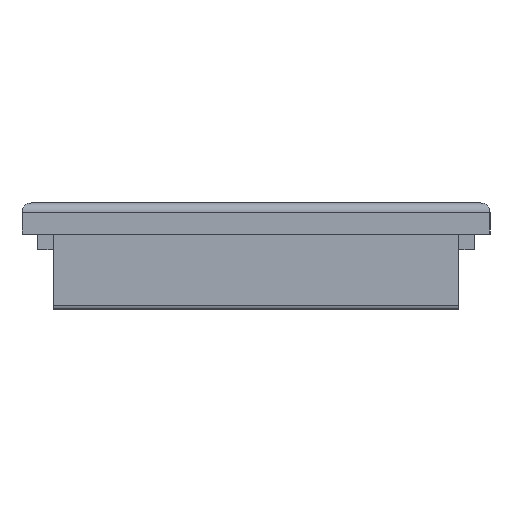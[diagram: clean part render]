
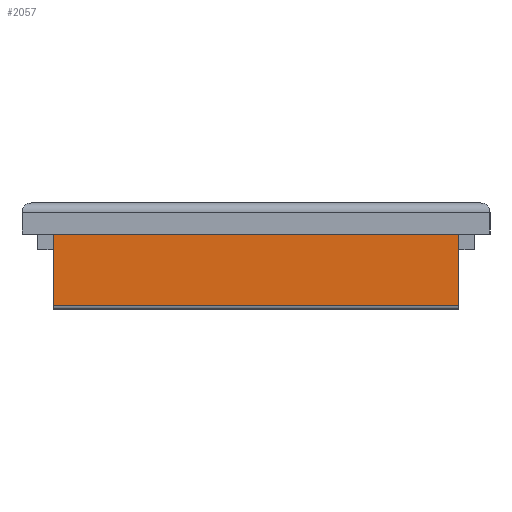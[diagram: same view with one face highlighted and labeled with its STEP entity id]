
A CAD part, left-side view. The second image highlights one B-rep face of the part: STEP entity #2057.
In plain terms, the highlighted planar face has unit normal (-1, 0, 0).
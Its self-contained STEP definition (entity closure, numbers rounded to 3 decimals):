
#76=PLANE('',#2244);
#197=FACE_OUTER_BOUND('',#321,.T.);
#321=EDGE_LOOP('',(#1856,#1857,#1858,#1859));
#612=LINE('',#10892,#737);
#616=LINE('',#10901,#741);
#625=LINE('',#10933,#750);
#626=LINE('',#10934,#751);
#737=VECTOR('',#2622,10.);
#741=VECTOR('',#2630,10.);
#750=VECTOR('',#2665,10.);
#751=VECTOR('',#2666,10.);
#938=VERTEX_POINT('',#10885);
#941=VERTEX_POINT('',#10890);
#944=VERTEX_POINT('',#10900);
#954=VERTEX_POINT('',#10932);
#1238=EDGE_CURVE('',#941,#938,#612,.T.);
#1242=EDGE_CURVE('',#944,#938,#616,.T.);
#1257=EDGE_CURVE('',#954,#941,#625,.T.);
#1258=EDGE_CURVE('',#954,#944,#626,.T.);
#1856=ORIENTED_EDGE('',*,*,#1238,.F.);
#1857=ORIENTED_EDGE('',*,*,#1257,.F.);
#1858=ORIENTED_EDGE('',*,*,#1258,.T.);
#1859=ORIENTED_EDGE('',*,*,#1242,.T.);
#2057=ADVANCED_FACE('',(#197),#76,.T.);
#2244=AXIS2_PLACEMENT_3D('',#10931,#2663,#2664);
#2622=DIRECTION('',(0.,1.,0.));
#2630=DIRECTION('',(0.,0.,-1.));
#2663=DIRECTION('center_axis',(-1.,0.,0.));
#2664=DIRECTION('ref_axis',(0.,1.,0.));
#2665=DIRECTION('',(0.,0.,-1.));
#2666=DIRECTION('',(0.,1.,0.));
#10885=CARTESIAN_POINT('',(146.586,-38.123,4.602));
#10890=CARTESIAN_POINT('',(146.586,-103.091,4.602));
#10892=CARTESIAN_POINT('',(146.586,-86.849,4.602));
#10900=CARTESIAN_POINT('',(146.586,-38.123,16.102));
#10901=CARTESIAN_POINT('',(146.586,-38.123,16.102));
#10931=CARTESIAN_POINT('Origin',(146.586,-103.091,16.102));
#10932=CARTESIAN_POINT('',(146.586,-103.091,16.102));
#10933=CARTESIAN_POINT('',(146.586,-103.091,16.102));
#10934=CARTESIAN_POINT('',(146.586,-108.091,16.102));
